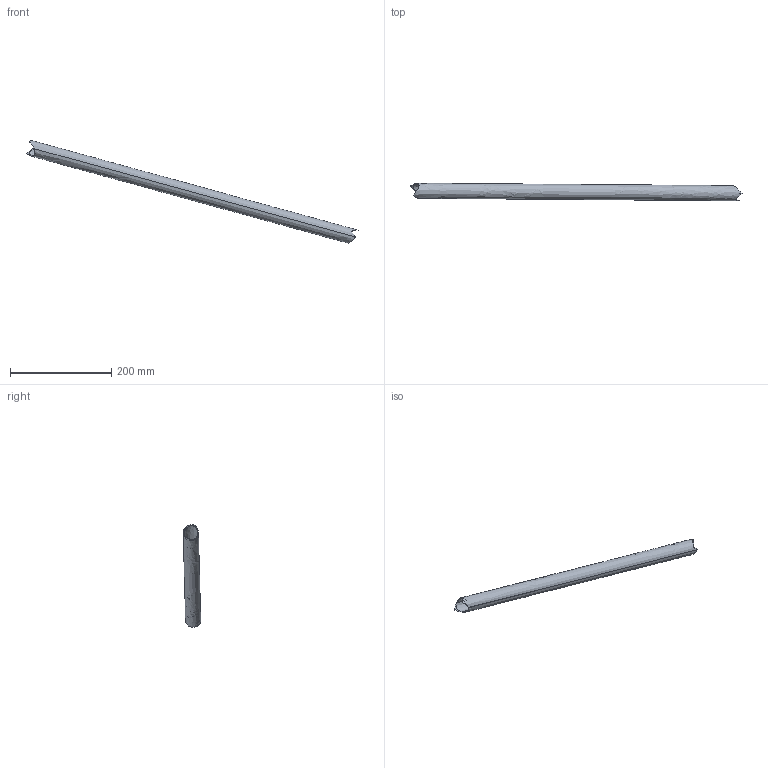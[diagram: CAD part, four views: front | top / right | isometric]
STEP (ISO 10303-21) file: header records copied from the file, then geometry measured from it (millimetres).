
FILE_DESCRIPTION(('CATIA V5 STEP Exchange'),'2;1');
FILE_NAME('4.stp','2018-12-01T17:04:55+00:00',('none'),('none'),'CATIA Version 5 Release 19 SP 2 (IN-10)','CATIA V5 STEP AP203','none');
FILE_SCHEMA(('CONFIG_CONTROL_DESIGN'));
Length unit declared in the file: millimetre
Products named in the file (1): Symmetry of Shape_828
Bounding box: 656.87 x 34.64 x 202.89 mm (x, y, z)
Volume: 87768.8 mm3; surface area: 117564.3 mm2
Topology: 1 solids, 1 shells, 11 faces, 31 edges, 21 vertices
Faces by surface type: bspline 9, cylinder 2
Entity records: 952 total; most frequent: CARTESIAN_POINT 723, ORIENTED_EDGE 62, EDGE_CURVE 31, B_SPLINE_CURVE_WITH_KNOTS 23, VERTEX_POINT 21, EDGE_LOOP 12, ADVANCED_FACE 11, FACE_OUTER_BOUND 11
